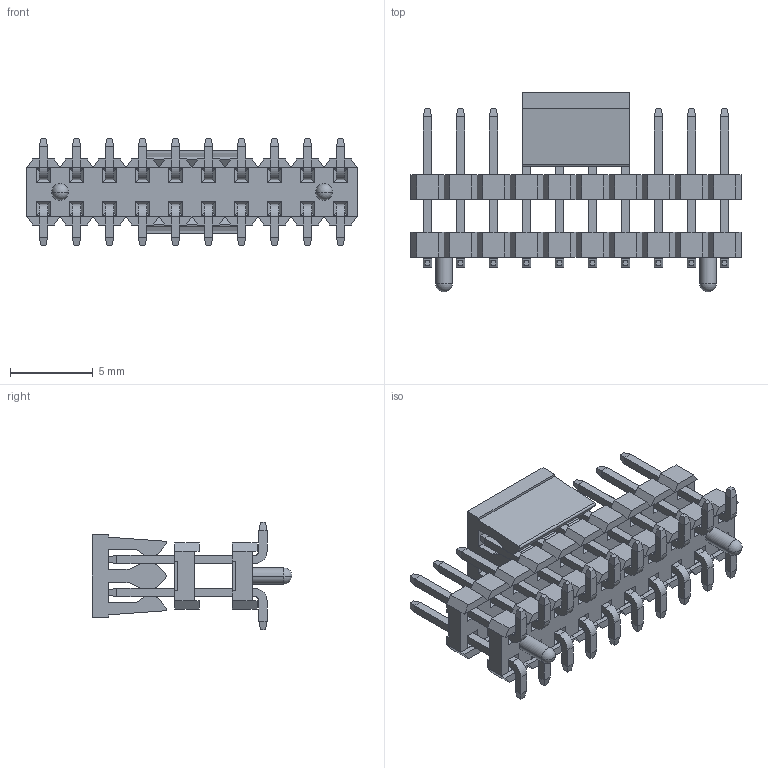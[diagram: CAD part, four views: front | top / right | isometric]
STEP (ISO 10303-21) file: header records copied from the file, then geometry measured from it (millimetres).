
FILE_DESCRIPTION( ('This file contains a STEP AP42 implementation' ,'as created by ZW3D STEP Interface translator.') ,'2;1' );
FILE_NAME( '1215-22XXXXMXXXXXXX(衄翐).stp' ,'23 322.151653', (''), ('ZWCAD Software Co.'), 'Version 1.0', 'ZW3D to STEP translator', '' );
FILE_SCHEMA(('AUTOMOTIVE_DESIGN { 1 0 10303 214 1 1 1 1 }'));
Length unit declared in the file: millimetre
Products named in the file (2): 0; 1215-2220XXM114XXXX(衄翐)
Bounding box: 20 x 12.1 x 6.5 mm (x, y, z)
Volume: 325.7 mm3; surface area: 1284.9 mm2
Topology: 23 solids, 23 shells, 1044 faces, 2536 edges, 1554 vertices
Faces by surface type: plane 981, cylinder 59, sphere 4
Entity records: 30639 total; most frequent: CARTESIAN_POINT 5131, ORIENTED_EDGE 5064, DIRECTION 4744, EDGE_CURVE 2532, VECTOR 2410, LINE 2410, VERTEX_POINT 1554, AXIS2_PLACEMENT_3D 1167
